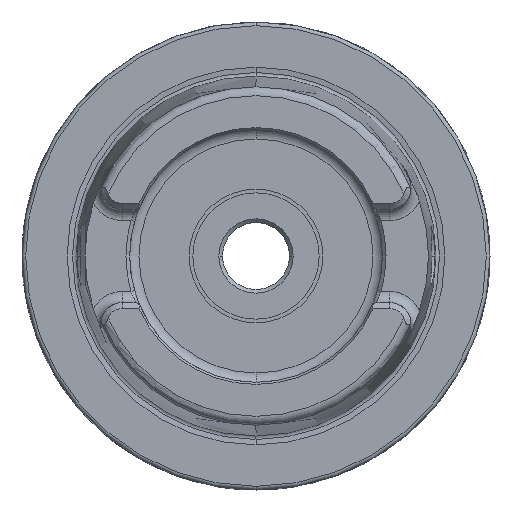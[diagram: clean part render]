
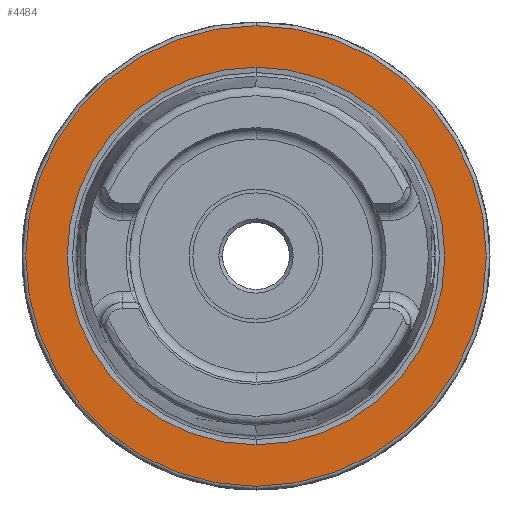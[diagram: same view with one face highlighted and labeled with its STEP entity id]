
A CAD part, left-side view. The second image highlights one B-rep face of the part: STEP entity #4484.
In plain terms, the highlighted planar face has unit normal (-1, 0, 0).
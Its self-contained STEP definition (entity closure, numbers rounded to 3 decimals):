
#999=CARTESIAN_POINT('',(0.,0.,0.));
#1000=DIRECTION('',(1.,0.,0.));
#1001=DIRECTION('',(0.,0.,-1.));
#1002=AXIS2_PLACEMENT_3D('',#999,#1000,#1001);
#1004=CARTESIAN_POINT('',(0.,0.,0.));
#1005=DIRECTION('',(1.,0.,0.));
#1006=DIRECTION('',(0.,0.,1.));
#1007=AXIS2_PLACEMENT_3D('',#1004,#1005,#1006);
#1009=CARTESIAN_POINT('',(0.,0.,0.));
#1010=DIRECTION('',(-1.,0.,0.));
#1011=DIRECTION('',(0.,0.,1.));
#1012=AXIS2_PLACEMENT_3D('',#1009,#1010,#1011);
#1014=CARTESIAN_POINT('',(0.,0.,0.));
#1015=DIRECTION('',(-1.,0.,0.));
#1016=DIRECTION('',(0.,0.,-1.));
#1017=AXIS2_PLACEMENT_3D('',#1014,#1015,#1016);
#2856=CARTESIAN_POINT('',(0.,0.,-25.42));
#2857=CARTESIAN_POINT('',(0.,0.,25.42));
#2858=VERTEX_POINT('',#2856);
#2859=VERTEX_POINT('',#2857);
#3165=CARTESIAN_POINT('',(0.,0.,31.));
#3166=CARTESIAN_POINT('',(0.,0.,-31.));
#3167=VERTEX_POINT('',#3165);
#3168=VERTEX_POINT('',#3166);
#4468=CARTESIAN_POINT('',(0.,0.,0.));
#4469=DIRECTION('',(1.,0.,0.));
#4470=DIRECTION('',(0.,0.,1.));
#4471=AXIS2_PLACEMENT_3D('',#4468,#4469,#4470);
#4472=PLANE('',#4471);
#4473=ORIENTED_EDGE('',*,*,#4458,.F.);
#4475=ORIENTED_EDGE('',*,*,#4474,.F.);
#4476=EDGE_LOOP('',(#4473,#4475));
#4477=FACE_OUTER_BOUND('',#4476,.F.);
#4479=ORIENTED_EDGE('',*,*,#4478,.F.);
#4481=ORIENTED_EDGE('',*,*,#4480,.F.);
#4482=EDGE_LOOP('',(#4479,#4481));
#4483=FACE_BOUND('',#4482,.F.);
#4484=ADVANCED_FACE('',(#4477,#4483),#4472,.F.);
#1003=CIRCLE('',#1002,25.42);
#1008=CIRCLE('',#1007,25.42);
#1013=CIRCLE('',#1012,31.);
#1018=CIRCLE('',#1017,31.);
#4458=EDGE_CURVE('',#3167,#3168,#1013,.T.);
#4474=EDGE_CURVE('',#3168,#3167,#1018,.T.);
#4478=EDGE_CURVE('',#2858,#2859,#1003,.T.);
#4480=EDGE_CURVE('',#2859,#2858,#1008,.T.);
